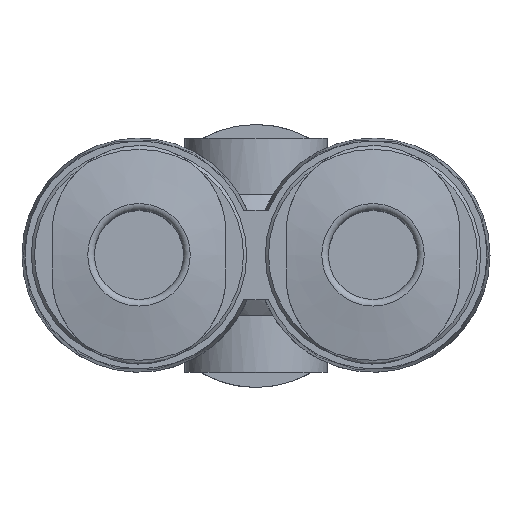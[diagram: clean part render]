
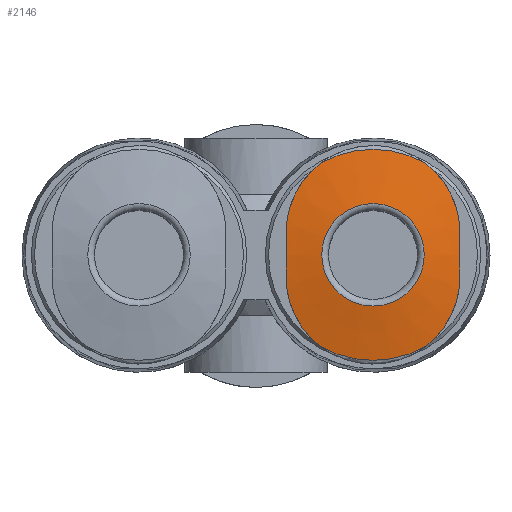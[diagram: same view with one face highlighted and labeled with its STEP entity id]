
A CAD part, top view. The second image highlights one B-rep face of the part: STEP entity #2146.
In plain terms, the highlighted conical face has half-angle 80 degrees and reference radius 2.3 mm.
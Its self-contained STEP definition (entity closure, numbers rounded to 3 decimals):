
#48=CONICAL_SURFACE('',#2334,2.3,1.396);
#144=B_SPLINE_CURVE_WITH_KNOTS('',3,(#3317,#3318,#3319,#3320),
 .UNSPECIFIED.,.F.,.F.,(4,4),(0.,0.004),
 .UNSPECIFIED.);
#147=B_SPLINE_CURVE_WITH_KNOTS('',3,(#3333,#3334,#3335,#3336),
 .UNSPECIFIED.,.F.,.F.,(4,4),(0.,0.004),
 .UNSPECIFIED.);
#148=B_SPLINE_CURVE_WITH_KNOTS('',3,(#3341,#3342,#3343,#3344),
 .UNSPECIFIED.,.F.,.F.,(4,4),(0.002,0.004),
 .UNSPECIFIED.);
#149=B_SPLINE_CURVE_WITH_KNOTS('',3,(#3348,#3349,#3350,#3351),
 .UNSPECIFIED.,.F.,.F.,(4,4),(0.,0.004),
 .UNSPECIFIED.);
#152=B_SPLINE_CURVE_WITH_KNOTS('',3,(#3364,#3365,#3366,#3367),
 .UNSPECIFIED.,.F.,.F.,(4,4),(0.,0.004),
 .UNSPECIFIED.);
#153=B_SPLINE_CURVE_WITH_KNOTS('',3,(#3370,#3371,#3372,#3373),
 .UNSPECIFIED.,.F.,.F.,(4,4),(0.002,0.004),
 .UNSPECIFIED.);
#571=ORIENTED_EDGE('',*,*,#800,.F.);
#572=ORIENTED_EDGE('',*,*,#791,.F.);
#573=ORIENTED_EDGE('',*,*,#796,.F.);
#574=ORIENTED_EDGE('',*,*,#786,.F.);
#575=ORIENTED_EDGE('',*,*,#801,.F.);
#576=ORIENTED_EDGE('',*,*,#783,.F.);
#577=ORIENTED_EDGE('',*,*,#789,.F.);
#578=ORIENTED_EDGE('',*,*,#794,.F.);
#579=ORIENTED_EDGE('',*,*,#799,.T.);
#783=EDGE_CURVE('',#944,#945,#144,.T.);
#786=EDGE_CURVE('',#947,#948,#147,.T.);
#789=EDGE_CURVE('',#949,#944,#148,.T.);
#791=EDGE_CURVE('',#950,#951,#149,.T.);
#794=EDGE_CURVE('',#953,#949,#152,.T.);
#796=EDGE_CURVE('',#948,#950,#153,.T.);
#799=EDGE_CURVE('',#956,#956,#1053,.T.);
#800=EDGE_CURVE('',#951,#953,#1054,.T.);
#801=EDGE_CURVE('',#945,#947,#1055,.T.);
#944=VERTEX_POINT('',#3321);
#945=VERTEX_POINT('',#3322);
#947=VERTEX_POINT('',#3332);
#948=VERTEX_POINT('',#3337);
#949=VERTEX_POINT('',#3345);
#950=VERTEX_POINT('',#3352);
#951=VERTEX_POINT('',#3353);
#953=VERTEX_POINT('',#3363);
#956=VERTEX_POINT('',#3382);
#1053=CIRCLE('',#2329,2.3);
#1054=CIRCLE('',#2331,4.735);
#1055=CIRCLE('',#2333,4.735);
#1190=EDGE_LOOP('',(#571,#572,#573,#574,#575,#576,#577,#578));
#1191=EDGE_LOOP('',(#579));
#1334=FACE_BOUND('',#1190,.T.);
#1335=FACE_BOUND('',#1191,.T.);
#2146=ADVANCED_FACE('',(#1334,#1335),#48,.T.);
#2329=AXIS2_PLACEMENT_3D('',#3381,#2710,#2711);
#2331=AXIS2_PLACEMENT_3D('',#3384,#2714,#2715);
#2333=AXIS2_PLACEMENT_3D('',#3386,#2718,#2719);
#2334=AXIS2_PLACEMENT_3D('',#3387,#2720,#2721);
#2710=DIRECTION('',(0.,0.,-1.));
#2711=DIRECTION('',(-1.,0.,0.));
#2714=DIRECTION('',(0.,0.,-1.));
#2715=DIRECTION('',(-1.,0.,0.));
#2718=DIRECTION('',(0.,0.,-1.));
#2719=DIRECTION('',(-1.,0.,0.));
#2720=DIRECTION('',(0.,0.,-1.));
#2721=DIRECTION('',(-1.,0.,0.));
#3317=CARTESIAN_POINT('',(9.15,-1.,13.696));
#3318=CARTESIAN_POINT('',(9.15,-2.206,13.643));
#3319=CARTESIAN_POINT('',(8.572,-3.373,13.598));
#3320=CARTESIAN_POINT('',(7.611,-4.104,13.571));
#3321=CARTESIAN_POINT('',(9.15,-1.,13.696));
#3322=CARTESIAN_POINT('',(7.611,-4.104,13.571));
#3332=CARTESIAN_POINT('',(2.889,-4.104,13.571));
#3333=CARTESIAN_POINT('',(2.889,-4.104,13.571));
#3334=CARTESIAN_POINT('',(1.929,-3.373,13.598));
#3335=CARTESIAN_POINT('',(1.35,-2.206,13.643));
#3336=CARTESIAN_POINT('',(1.35,-1.,13.696));
#3337=CARTESIAN_POINT('',(1.35,-1.,13.696));
#3341=CARTESIAN_POINT('',(9.15,1.,13.696));
#3342=CARTESIAN_POINT('',(9.15,0.334,13.725));
#3343=CARTESIAN_POINT('',(9.15,-0.333,13.725));
#3344=CARTESIAN_POINT('',(9.15,-1.,13.696));
#3345=CARTESIAN_POINT('',(9.15,1.,13.696));
#3348=CARTESIAN_POINT('',(1.35,1.,13.696));
#3349=CARTESIAN_POINT('',(1.35,2.206,13.643));
#3350=CARTESIAN_POINT('',(1.928,3.373,13.598));
#3351=CARTESIAN_POINT('',(2.889,4.104,13.571));
#3352=CARTESIAN_POINT('',(1.35,1.,13.696));
#3353=CARTESIAN_POINT('',(2.889,4.104,13.571));
#3363=CARTESIAN_POINT('',(7.611,4.104,13.571));
#3364=CARTESIAN_POINT('',(7.611,4.104,13.571));
#3365=CARTESIAN_POINT('',(8.571,3.373,13.598));
#3366=CARTESIAN_POINT('',(9.15,2.206,13.643));
#3367=CARTESIAN_POINT('',(9.15,1.,13.696));
#3370=CARTESIAN_POINT('',(1.35,-1.,13.696));
#3371=CARTESIAN_POINT('',(1.35,-0.334,13.725));
#3372=CARTESIAN_POINT('',(1.35,0.333,13.725));
#3373=CARTESIAN_POINT('',(1.35,1.,13.696));
#3381=CARTESIAN_POINT('',(5.25,0.,14.));
#3382=CARTESIAN_POINT('',(2.95,0.,14.));
#3384=CARTESIAN_POINT('',(5.25,0.,13.571));
#3386=CARTESIAN_POINT('',(5.25,0.,13.571));
#3387=CARTESIAN_POINT('',(5.25,0.,14.));
